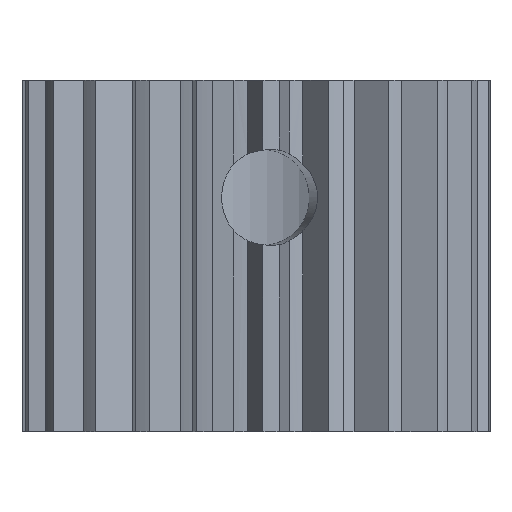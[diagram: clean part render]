
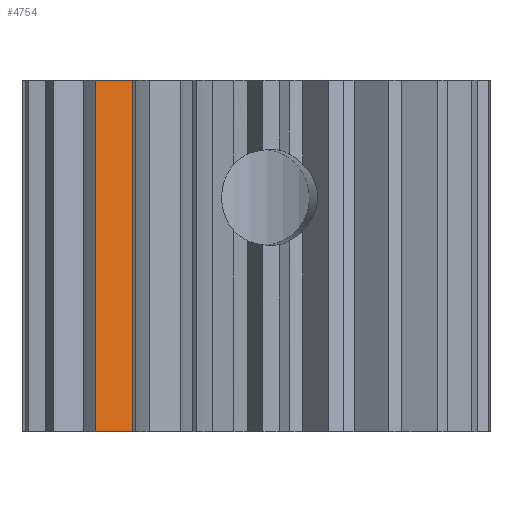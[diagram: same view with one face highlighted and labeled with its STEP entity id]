
A CAD part, left-side view. The second image highlights one B-rep face of the part: STEP entity #4754.
In plain terms, the highlighted face is planar.
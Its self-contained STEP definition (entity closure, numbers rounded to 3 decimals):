
#1447 = PLANE('',#1448);
#1448 = AXIS2_PLACEMENT_3D('',#1449,#1450,#1451);
#1449 = CARTESIAN_POINT('',(0.,0.,0.));
#1450 = DIRECTION('',(0.,1.,0.));
#1451 = DIRECTION('',(0.,-0.,1.));
#1503 = PLANE('',#1504);
#1504 = AXIS2_PLACEMENT_3D('',#1505,#1506,#1507);
#1505 = CARTESIAN_POINT('',(0.,9.,0.));
#1506 = DIRECTION('',(0.,1.,0.));
#1507 = DIRECTION('',(0.,-0.,1.));
#2026 = CYLINDRICAL_SURFACE('',#2027,6.);
#2027 = AXIS2_PLACEMENT_3D('',#2028,#2029,#2030);
#2028 = CARTESIAN_POINT('',(0.,0.,0.));
#2029 = DIRECTION('',(0.,1.,0.));
#2030 = DIRECTION('',(1.,0.,0.));
#2121 = VERTEX_POINT('',#2122);
#2122 = CARTESIAN_POINT('',(-4.085,0.,
    4.395));
#2148 = EDGE_CURVE('',#2121,#2149,#2151,.T.);
#2149 = VERTEX_POINT('',#2150);
#2150 = CARTESIAN_POINT('',(-3.662,0.,
    3.404));
#2151 = SURFACE_CURVE('',#2152,(#2156,#2163),.PCURVE_S1.);
#2152 = LINE('',#2153,#2154);
#2153 = CARTESIAN_POINT('',(-2.765,0.,1.303));
#2154 = VECTOR('',#2155,1.);
#2155 = DIRECTION('',(0.393,0.,-0.92));
#2156 = PCURVE('',#1447,#2157);
#2157 = DEFINITIONAL_REPRESENTATION('',(#2158),#2162);
#2158 = LINE('',#2159,#2160);
#2159 = CARTESIAN_POINT('',(1.303,-2.765));
#2160 = VECTOR('',#2161,1.);
#2161 = DIRECTION('',(-0.92,0.393));
#2162 = ( GEOMETRIC_REPRESENTATION_CONTEXT(2) 
PARAMETRIC_REPRESENTATION_CONTEXT() REPRESENTATION_CONTEXT('2D SPACE',''
  ) );
#2163 = PCURVE('',#2164,#2169);
#2164 = PLANE('',#2165);
#2165 = AXIS2_PLACEMENT_3D('',#2166,#2167,#2168);
#2166 = CARTESIAN_POINT('',(-3.662,9.,3.404));
#2167 = DIRECTION('',(0.92,0.,0.393));
#2168 = DIRECTION('',(-0.393,0.,0.92));
#2169 = DEFINITIONAL_REPRESENTATION('',(#2170),#2174);
#2170 = LINE('',#2171,#2172);
#2171 = CARTESIAN_POINT('',(-2.285,9.));
#2172 = VECTOR('',#2173,1.);
#2173 = DIRECTION('',(-1.,0.));
#2174 = ( GEOMETRIC_REPRESENTATION_CONTEXT(2) 
PARAMETRIC_REPRESENTATION_CONTEXT() REPRESENTATION_CONTEXT('2D SPACE',''
  ) );
#2197 = CYLINDRICAL_SURFACE('',#2198,5.);
#2198 = AXIS2_PLACEMENT_3D('',#2199,#2200,#2201);
#2199 = CARTESIAN_POINT('',(0.,9.,0.));
#2200 = DIRECTION('',(0.,-1.,0.));
#2201 = DIRECTION('',(-0.778,0.,0.628));
#4589 = VERTEX_POINT('',#4590);
#4590 = CARTESIAN_POINT('',(-4.085,9.,4.395));
#4612 = EDGE_CURVE('',#4589,#2121,#4613,.T.);
#4613 = SURFACE_CURVE('',#4614,(#4618,#4625),.PCURVE_S1.);
#4614 = LINE('',#4615,#4616);
#4615 = CARTESIAN_POINT('',(-4.085,0.,4.395));
#4616 = VECTOR('',#4617,1.);
#4617 = DIRECTION('',(0.,-1.,0.));
#4618 = PCURVE('',#2026,#4619);
#4619 = DEFINITIONAL_REPRESENTATION('',(#4620),#4624);
#4620 = LINE('',#4621,#4622);
#4621 = CARTESIAN_POINT('',(3.963,0.));
#4622 = VECTOR('',#4623,1.);
#4623 = DIRECTION('',(0.,-1.));
#4624 = ( GEOMETRIC_REPRESENTATION_CONTEXT(2) 
PARAMETRIC_REPRESENTATION_CONTEXT() REPRESENTATION_CONTEXT('2D SPACE',''
  ) );
#4625 = PCURVE('',#2164,#4626);
#4626 = DEFINITIONAL_REPRESENTATION('',(#4627),#4631);
#4627 = LINE('',#4628,#4629);
#4628 = CARTESIAN_POINT('',(1.077,9.));
#4629 = VECTOR('',#4630,1.);
#4630 = DIRECTION('',(0.,1.));
#4631 = ( GEOMETRIC_REPRESENTATION_CONTEXT(2) 
PARAMETRIC_REPRESENTATION_CONTEXT() REPRESENTATION_CONTEXT('2D SPACE',''
  ) );
#4638 = EDGE_CURVE('',#4639,#2149,#4641,.T.);
#4639 = VERTEX_POINT('',#4640);
#4640 = CARTESIAN_POINT('',(-3.662,9.,3.404));
#4641 = SURFACE_CURVE('',#4642,(#4646,#4653),.PCURVE_S1.);
#4642 = LINE('',#4643,#4644);
#4643 = CARTESIAN_POINT('',(-3.662,9.,3.404));
#4644 = VECTOR('',#4645,1.);
#4645 = DIRECTION('',(0.,-1.,0.));
#4646 = PCURVE('',#2197,#4647);
#4647 = DEFINITIONAL_REPRESENTATION('',(#4648),#4652);
#4648 = LINE('',#4649,#4650);
#4649 = CARTESIAN_POINT('',(6.213,0.));
#4650 = VECTOR('',#4651,1.);
#4651 = DIRECTION('',(0.,1.));
#4652 = ( GEOMETRIC_REPRESENTATION_CONTEXT(2) 
PARAMETRIC_REPRESENTATION_CONTEXT() REPRESENTATION_CONTEXT('2D SPACE',''
  ) );
#4653 = PCURVE('',#2164,#4654);
#4654 = DEFINITIONAL_REPRESENTATION('',(#4655),#4659);
#4655 = LINE('',#4656,#4657);
#4656 = CARTESIAN_POINT('',(0.,0.));
#4657 = VECTOR('',#4658,1.);
#4658 = DIRECTION('',(0.,1.));
#4659 = ( GEOMETRIC_REPRESENTATION_CONTEXT(2) 
PARAMETRIC_REPRESENTATION_CONTEXT() REPRESENTATION_CONTEXT('2D SPACE',''
  ) );
#4754 = ADVANCED_FACE('',(#4755),#2164,.F.);
#4755 = FACE_BOUND('',#4756,.T.);
#4756 = EDGE_LOOP('',(#4757,#4758,#4759,#4780));
#4757 = ORIENTED_EDGE('',*,*,#2148,.F.);
#4758 = ORIENTED_EDGE('',*,*,#4612,.F.);
#4759 = ORIENTED_EDGE('',*,*,#4760,.F.);
#4760 = EDGE_CURVE('',#4639,#4589,#4761,.T.);
#4761 = SURFACE_CURVE('',#4762,(#4766,#4773),.PCURVE_S1.);
#4762 = LINE('',#4763,#4764);
#4763 = CARTESIAN_POINT('',(-2.765,9.,1.303));
#4764 = VECTOR('',#4765,1.);
#4765 = DIRECTION('',(-0.393,0.,0.92));
#4766 = PCURVE('',#2164,#4767);
#4767 = DEFINITIONAL_REPRESENTATION('',(#4768),#4772);
#4768 = LINE('',#4769,#4770);
#4769 = CARTESIAN_POINT('',(-2.285,0.));
#4770 = VECTOR('',#4771,1.);
#4771 = DIRECTION('',(1.,0.));
#4772 = ( GEOMETRIC_REPRESENTATION_CONTEXT(2) 
PARAMETRIC_REPRESENTATION_CONTEXT() REPRESENTATION_CONTEXT('2D SPACE',''
  ) );
#4773 = PCURVE('',#1503,#4774);
#4774 = DEFINITIONAL_REPRESENTATION('',(#4775),#4779);
#4775 = LINE('',#4776,#4777);
#4776 = CARTESIAN_POINT('',(1.303,-2.765));
#4777 = VECTOR('',#4778,1.);
#4778 = DIRECTION('',(0.92,-0.393));
#4779 = ( GEOMETRIC_REPRESENTATION_CONTEXT(2) 
PARAMETRIC_REPRESENTATION_CONTEXT() REPRESENTATION_CONTEXT('2D SPACE',''
  ) );
#4780 = ORIENTED_EDGE('',*,*,#4638,.T.);
